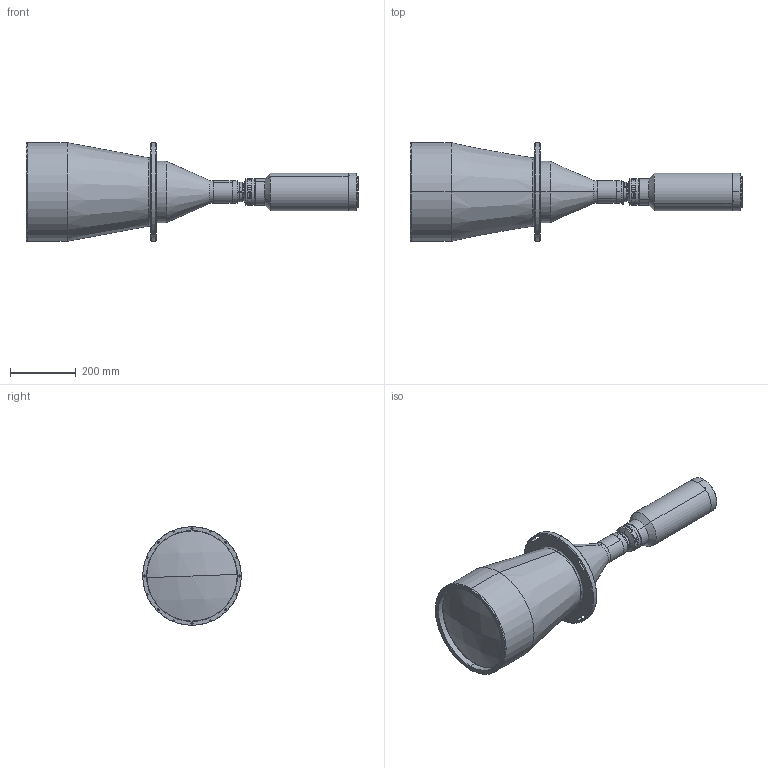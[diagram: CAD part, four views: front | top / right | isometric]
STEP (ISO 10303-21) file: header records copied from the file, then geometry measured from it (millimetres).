
FILE_DESCRIPTION (( 'STEP AP203' ), '1' );
FILE_NAME ('XF-PTL26882-M95-12-VI.STEP', '2019-06-14T02:42:01', ( 'puyufan' ), ( '' ), 'SwSTEP 2.0', 'SolidWorks 2014', '' );
FILE_SCHEMA (( 'CONFIG_CONTROL_DESIGN' ));
Length unit declared in the file: millimetre
Products named in the file (1): XF-PTL26882-M95-12-VI
Bounding box: 1010.43 x 300 x 300 mm (x, y, z)
Surface area: 806107.7 mm2 (no closed solid volume)
Topology: 0 solids, 92 shells, 378 faces, 2132 edges, 1823 vertices
Faces by surface type: cylinder 208, plane 101, cone 35, torus 32, sphere 2
Entity records: 30870 total; most frequent: CARTESIAN_POINT 14750, DIRECTION 3287, ORIENTED_EDGE 2761, EDGE_CURVE 2132, VERTEX_POINT 1823, AXIS2_PLACEMENT_3D 1276, CIRCLE 897, VECTOR 735
